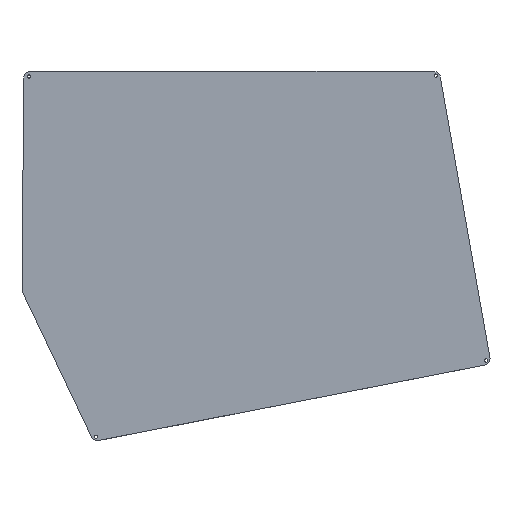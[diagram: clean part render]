
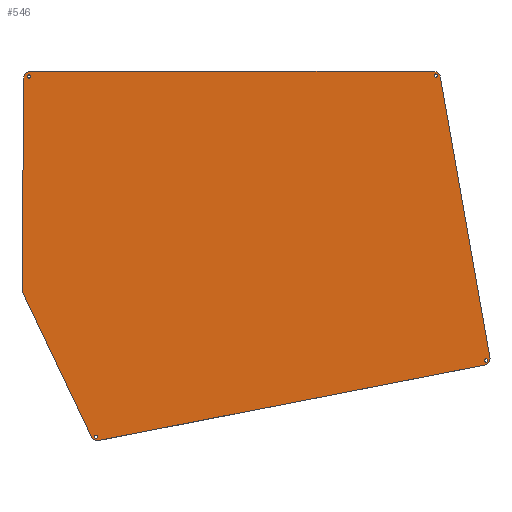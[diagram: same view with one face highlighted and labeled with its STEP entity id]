
A CAD part, top view. The second image highlights one B-rep face of the part: STEP entity #546.
In plain terms, the highlighted planar face has unit normal (0, 0, 1).
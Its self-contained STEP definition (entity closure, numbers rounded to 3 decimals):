
#28=FACE_BOUND('',#90,.T.);
#29=FACE_BOUND('',#91,.T.);
#30=FACE_BOUND('',#92,.T.);
#31=FACE_BOUND('',#93,.T.);
#41=CIRCLE('',#596,2.);
#42=CIRCLE('',#599,2.);
#43=CIRCLE('',#600,2.);
#44=CIRCLE('',#601,2.);
#45=CIRCLE('',#602,2.);
#46=CIRCLE('',#603,0.5);
#47=CIRCLE('',#604,0.5);
#48=CIRCLE('',#605,0.5);
#49=CIRCLE('',#606,0.5);
#57=FACE_OUTER_BOUND('',#89,.T.);
#89=EDGE_LOOP('',(#418,#419,#420,#421,#422,#423,#424,#425,#426,#427,#428,
#429));
#90=EDGE_LOOP('',(#430));
#91=EDGE_LOOP('',(#431));
#92=EDGE_LOOP('',(#432));
#93=EDGE_LOOP('',(#433));
#140=LINE('',#854,#200);
#144=LINE('',#864,#204);
#146=LINE('',#868,#206);
#147=LINE('',#870,#207);
#148=LINE('',#872,#208);
#149=LINE('',#876,#209);
#150=LINE('',#880,#210);
#200=VECTOR('',#683,10.);
#204=VECTOR('',#693,10.);
#206=VECTOR('',#697,10.);
#207=VECTOR('',#698,10.);
#208=VECTOR('',#699,10.);
#209=VECTOR('',#702,10.);
#210=VECTOR('',#705,10.);
#264=VERTEX_POINT('',#851);
#265=VERTEX_POINT('',#853);
#266=VERTEX_POINT('',#857);
#267=VERTEX_POINT('',#859);
#268=VERTEX_POINT('',#863);
#269=VERTEX_POINT('',#867);
#270=VERTEX_POINT('',#869);
#271=VERTEX_POINT('',#871);
#272=VERTEX_POINT('',#873);
#273=VERTEX_POINT('',#875);
#274=VERTEX_POINT('',#877);
#275=VERTEX_POINT('',#879);
#276=VERTEX_POINT('',#883);
#277=VERTEX_POINT('',#885);
#278=VERTEX_POINT('',#887);
#279=VERTEX_POINT('',#889);
#321=EDGE_CURVE('',#265,#264,#140,.T.);
#324=EDGE_CURVE('',#266,#267,#41,.T.);
#326=EDGE_CURVE('',#267,#268,#144,.T.);
#328=EDGE_CURVE('',#269,#266,#146,.T.);
#329=EDGE_CURVE('',#270,#269,#147,.T.);
#330=EDGE_CURVE('',#271,#270,#148,.T.);
#331=EDGE_CURVE('',#272,#271,#42,.T.);
#332=EDGE_CURVE('',#273,#272,#149,.T.);
#333=EDGE_CURVE('',#274,#273,#43,.T.);
#334=EDGE_CURVE('',#274,#275,#150,.T.);
#335=EDGE_CURVE('',#265,#275,#44,.T.);
#336=EDGE_CURVE('',#268,#264,#45,.T.);
#337=EDGE_CURVE('',#276,#276,#46,.T.);
#338=EDGE_CURVE('',#277,#277,#47,.T.);
#339=EDGE_CURVE('',#278,#278,#48,.T.);
#340=EDGE_CURVE('',#279,#279,#49,.T.);
#418=ORIENTED_EDGE('',*,*,#324,.F.);
#419=ORIENTED_EDGE('',*,*,#328,.F.);
#420=ORIENTED_EDGE('',*,*,#329,.F.);
#421=ORIENTED_EDGE('',*,*,#330,.F.);
#422=ORIENTED_EDGE('',*,*,#331,.F.);
#423=ORIENTED_EDGE('',*,*,#332,.F.);
#424=ORIENTED_EDGE('',*,*,#333,.F.);
#425=ORIENTED_EDGE('',*,*,#334,.T.);
#426=ORIENTED_EDGE('',*,*,#335,.F.);
#427=ORIENTED_EDGE('',*,*,#321,.T.);
#428=ORIENTED_EDGE('',*,*,#336,.F.);
#429=ORIENTED_EDGE('',*,*,#326,.F.);
#430=ORIENTED_EDGE('',*,*,#337,.T.);
#431=ORIENTED_EDGE('',*,*,#338,.T.);
#432=ORIENTED_EDGE('',*,*,#339,.T.);
#433=ORIENTED_EDGE('',*,*,#340,.T.);
#526=PLANE('',#598);
#546=ADVANCED_FACE('',(#57,#28,#29,#30,#31),#526,.T.);
#596=AXIS2_PLACEMENT_3D('',#860,#688,#689);
#598=AXIS2_PLACEMENT_3D('',#866,#695,#696);
#599=AXIS2_PLACEMENT_3D('',#874,#700,#701);
#600=AXIS2_PLACEMENT_3D('',#878,#703,#704);
#601=AXIS2_PLACEMENT_3D('',#881,#706,#707);
#602=AXIS2_PLACEMENT_3D('',#882,#708,#709);
#603=AXIS2_PLACEMENT_3D('',#884,#710,#711);
#604=AXIS2_PLACEMENT_3D('',#886,#712,#713);
#605=AXIS2_PLACEMENT_3D('',#888,#714,#715);
#606=AXIS2_PLACEMENT_3D('',#890,#716,#717);
#683=DIRECTION('',(0.981,0.192,0.));
#688=DIRECTION('center_axis',(0.,0.,-1.));
#689=DIRECTION('ref_axis',(0.643,0.766,0.));
#693=DIRECTION('',(0.174,-0.985,0.));
#695=DIRECTION('center_axis',(0.,0.,1.));
#696=DIRECTION('ref_axis',(1.,0.,0.));
#697=DIRECTION('',(1.,0.,0.));
#698=DIRECTION('',(1.,0.,0.));
#699=DIRECTION('',(1.,0.,0.));
#700=DIRECTION('center_axis',(0.,0.,-1.));
#701=DIRECTION('ref_axis',(-0.704,0.71,0.));
#702=DIRECTION('',(0.008,1.,0.));
#703=DIRECTION('center_axis',(0.,0.,-1.));
#704=DIRECTION('ref_axis',(-0.976,-0.216,0.));
#705=DIRECTION('',(0.43,-0.903,0.));
#706=DIRECTION('center_axis',(0.,0.,-1.));
#707=DIRECTION('ref_axis',(-0.45,-0.893,0.));
#708=DIRECTION('center_axis',(0.,0.,-1.));
#709=DIRECTION('ref_axis',(0.824,-0.566,0.));
#710=DIRECTION('center_axis',(0.,0.,-1.));
#711=DIRECTION('ref_axis',(1.,0.,0.));
#712=DIRECTION('center_axis',(0.,0.,-1.));
#713=DIRECTION('ref_axis',(1.,0.,0.));
#714=DIRECTION('center_axis',(0.,0.,-1.));
#715=DIRECTION('ref_axis',(1.,0.,0.));
#716=DIRECTION('center_axis',(0.,0.,-1.));
#717=DIRECTION('ref_axis',(1.,0.,0.));
#851=CARTESIAN_POINT('',(271.555,-126.092,0.));
#853=CARTESIAN_POINT('',(157.419,-148.388,0.));
#854=CARTESIAN_POINT('',(155.897,-148.686,0.));
#857=CARTESIAN_POINT('',(256.529,-39.225,0.));
#859=CARTESIAN_POINT('',(258.499,-40.877,0.));
#860=CARTESIAN_POINT('Origin',(256.529,-41.225,0.));
#863=CARTESIAN_POINT('',(273.141,-123.781,0.));
#864=CARTESIAN_POINT('',(273.175,-123.975,0.));
#866=CARTESIAN_POINT('Origin',(204.104,-93.943,0.));
#867=CARTESIAN_POINT('',(255.2,-39.225,0.));
#868=CARTESIAN_POINT('',(256.35,-39.225,0.));
#869=CARTESIAN_POINT('',(137.5,-39.2,0.));
#870=CARTESIAN_POINT('',(137.5,-39.2,0.));
#871=CARTESIAN_POINT('',(137.252,-39.2,0.));
#872=CARTESIAN_POINT('',(135.269,-39.2,0.));
#873=CARTESIAN_POINT('',(135.252,-41.183,0.));
#874=CARTESIAN_POINT('Origin',(137.252,-41.2,0.));
#875=CARTESIAN_POINT('',(134.729,-103.789,0.));
#876=CARTESIAN_POINT('',(135.25,-41.45,0.));
#877=CARTESIAN_POINT('',(134.923,-104.666,0.));
#878=CARTESIAN_POINT('Origin',(136.729,-103.806,0.));
#879=CARTESIAN_POINT('',(155.23,-147.286,0.));
#880=CARTESIAN_POINT('',(154.725,-146.225,0.));
#881=CARTESIAN_POINT('Origin',(157.036,-146.425,0.));
#882=CARTESIAN_POINT('Origin',(271.171,-124.129,0.));
#883=CARTESIAN_POINT('',(271.538,-124.724,0.));
#884=CARTESIAN_POINT('Origin',(272.038,-124.724,0.));
#885=CARTESIAN_POINT('',(136.256,-40.7,0.));
#886=CARTESIAN_POINT('Origin',(136.756,-40.7,0.));
#887=CARTESIAN_POINT('',(156.109,-147.273,0.));
#888=CARTESIAN_POINT('Origin',(156.609,-147.273,0.));
#889=CARTESIAN_POINT('',(256.658,-40.475,0.));
#890=CARTESIAN_POINT('Origin',(257.158,-40.475,0.));
